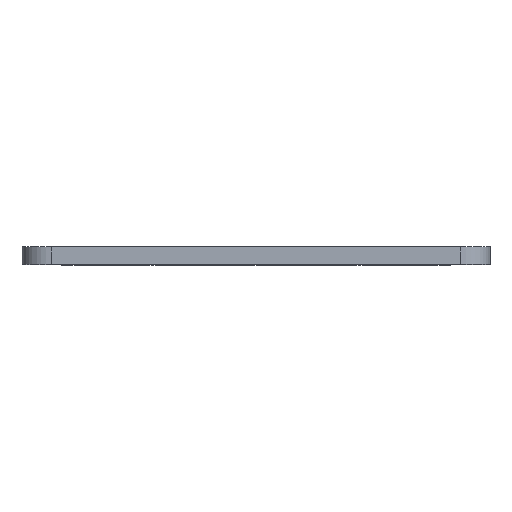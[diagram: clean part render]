
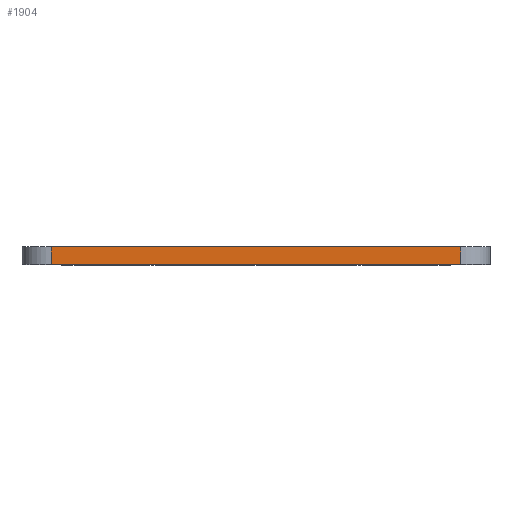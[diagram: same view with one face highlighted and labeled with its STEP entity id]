
A CAD part, top view. The second image highlights one B-rep face of the part: STEP entity #1904.
In plain terms, the highlighted planar face has unit normal (0, 0, 1).
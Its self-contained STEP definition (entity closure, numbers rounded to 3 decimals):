
#8 = VECTOR ( 'NONE', #1688, 1000. ) ;
#14 = DIRECTION ( 'NONE',  ( 1., 0., 0. ) ) ;
#25 = ORIENTED_EDGE ( 'NONE', *, *, #127, .T. ) ;
#75 = CARTESIAN_POINT ( 'NONE',  ( 35., -3., 0. ) ) ;
#115 = VERTEX_POINT ( 'NONE', #798 ) ;
#127 = EDGE_CURVE ( 'NONE', #2248, #207, #1723, .T. ) ;
#179 = DIRECTION ( 'NONE',  ( 0., -1., 0. ) ) ;
#207 = VERTEX_POINT ( 'NONE', #1784 ) ;
#215 = ORIENTED_EDGE ( 'NONE', *, *, #502, .F. ) ;
#309 = EDGE_LOOP ( 'NONE', ( #215, #638, #1668, #25 ) ) ;
#413 = EDGE_CURVE ( 'NONE', #1779, #2248, #1603, .T. ) ;
#502 = EDGE_CURVE ( 'NONE', #115, #207, #640, .T. ) ;
#572 = CARTESIAN_POINT ( 'NONE',  ( -40., -3., 0. ) ) ;
#625 = CARTESIAN_POINT ( 'NONE',  ( -40., 0., 0. ) ) ;
#638 = ORIENTED_EDGE ( 'NONE', *, *, #1785, .T. ) ;
#640 = LINE ( 'NONE', #625, #1451 ) ;
#749 = DIRECTION ( 'NONE',  ( 1., 0., 0. ) ) ;
#786 = CARTESIAN_POINT ( 'NONE',  ( 35., -3., 0. ) ) ;
#798 = CARTESIAN_POINT ( 'NONE',  ( -35., 0., 0. ) ) ;
#934 = FACE_OUTER_BOUND ( 'NONE', #309, .T. ) ;
#1149 = DIRECTION ( 'NONE',  ( 1., 0., 0. ) ) ;
#1239 = LINE ( 'NONE', #2123, #1923 ) ;
#1313 = AXIS2_PLACEMENT_3D ( 'NONE', #2183, #1683, #749 ) ;
#1451 = VECTOR ( 'NONE', #1149, 1000. ) ;
#1489 = VECTOR ( 'NONE', #14, 1000. ) ;
#1603 = LINE ( 'NONE', #572, #1489 ) ;
#1668 = ORIENTED_EDGE ( 'NONE', *, *, #413, .T. ) ;
#1683 = DIRECTION ( 'NONE',  ( 0., 0., 1. ) ) ;
#1688 = DIRECTION ( 'NONE',  ( 0., 1., 0. ) ) ;
#1723 = LINE ( 'NONE', #786, #8 ) ;
#1779 = VERTEX_POINT ( 'NONE', #2173 ) ;
#1784 = CARTESIAN_POINT ( 'NONE',  ( 35., 0., 0. ) ) ;
#1785 = EDGE_CURVE ( 'NONE', #115, #1779, #1239, .T. ) ;
#1860 = PLANE ( 'NONE',  #1313 ) ;
#1904 = ADVANCED_FACE ( 'NONE', ( #934 ), #1860, .T. ) ;
#1923 = VECTOR ( 'NONE', #179, 1000. ) ;
#2123 = CARTESIAN_POINT ( 'NONE',  ( -35., -3., 0. ) ) ;
#2173 = CARTESIAN_POINT ( 'NONE',  ( -35., -3., 0. ) ) ;
#2183 = CARTESIAN_POINT ( 'NONE',  ( -40., -3., 0. ) ) ;
#2248 = VERTEX_POINT ( 'NONE', #75 ) ;
